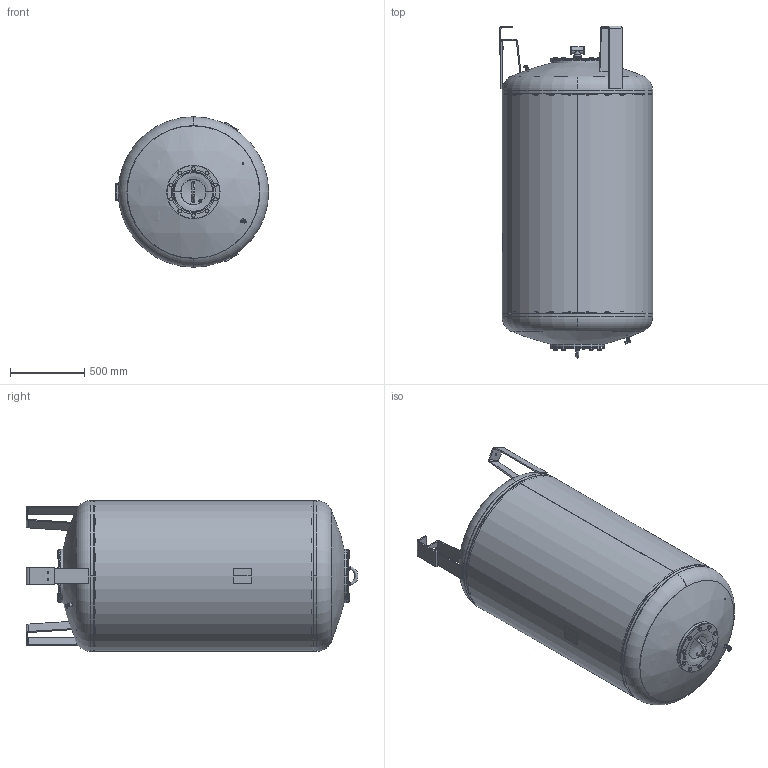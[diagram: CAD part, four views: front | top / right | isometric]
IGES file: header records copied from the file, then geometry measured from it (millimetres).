
Global section: file name: No Iges File Name specified; native system: Autodesk Inventor 2009; preprocessor: AutoDesk Inventor Iges Exporter R2009; author: CADJOBServer; date: 20091013.101903; units: millimetre
Bounding box: 1035 x 2241.15 x 1016 mm (x, y, z)
Volume: 500691749.9 mm3; surface area: 20080290.3 mm2
Topology: 31 solids, 31 shells, 1865 faces, 4677 edges, 2972 vertices
Faces by surface type: plane 737, bspline 333, revolution 249, cylinder 247, cone 247, torus 46, sphere 6
